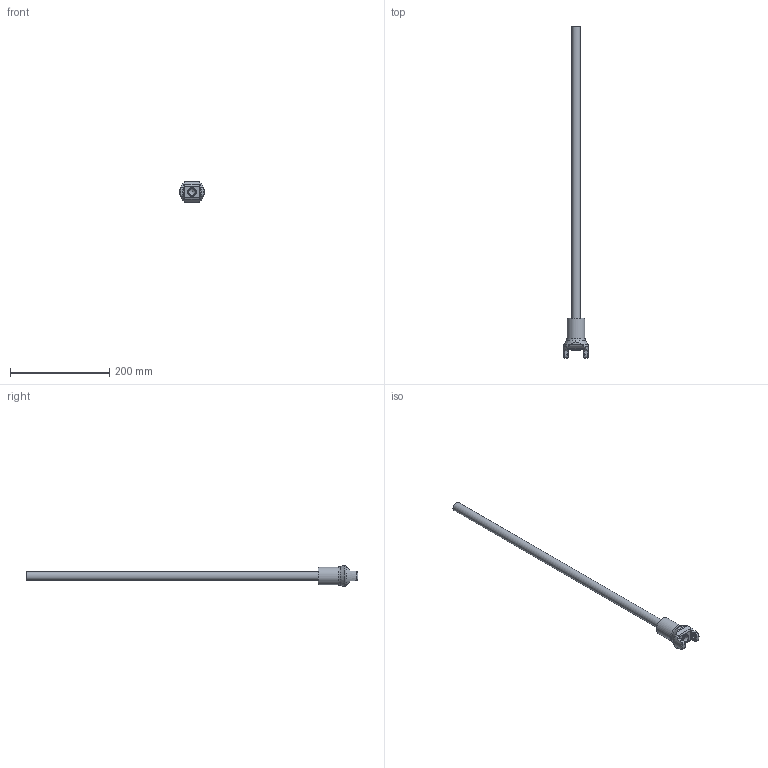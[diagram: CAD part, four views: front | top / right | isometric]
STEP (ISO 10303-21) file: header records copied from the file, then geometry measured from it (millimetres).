
FILE_DESCRIPTION(/* description */ (''),/* implementation_level */ '2;1');
FILE_NAME(/* name */ 'Teleskop_upperA5_ipt_bad46c11.STEP',/* time_stamp */ '2020-11-16T16:19:49+01:00',/* author */ ('SUSTRVOJ'),/* organization */ (''),/* preprocessor_version */ 'ST-DEVELOPER v17.2',/* originating_system */ 'Autodesk Inventor 2019',/* authorisation */ '');
FILE_SCHEMA (('AUTOMOTIVE_DESIGN { 1 0 10303 214 3 1 1 }'));
Length unit declared in the file: millimetre
Products named in the file (1): Teleskop_upperA5
Bounding box: 50 x 667.5 x 42 mm (x, y, z)
Volume: 227582.9 mm3; surface area: 45591.8 mm2
Topology: 1 solids, 1 shells, 70 faces, 178 edges, 110 vertices
Faces by surface type: cylinder 29, plane 22, torus 11, bspline 5, cone 3
Full cylindrical faces by diameter (mm): 10 x2, 17.5 x1, 18 x1, 36 x1
Entity records: 2254 total; most frequent: CARTESIAN_POINT 552, DIRECTION 354, ORIENTED_EDGE 346, EDGE_CURVE 173, AXIS2_PLACEMENT_3D 145, VERTEX_POINT 110, EDGE_LOOP 75, CIRCLE 75
